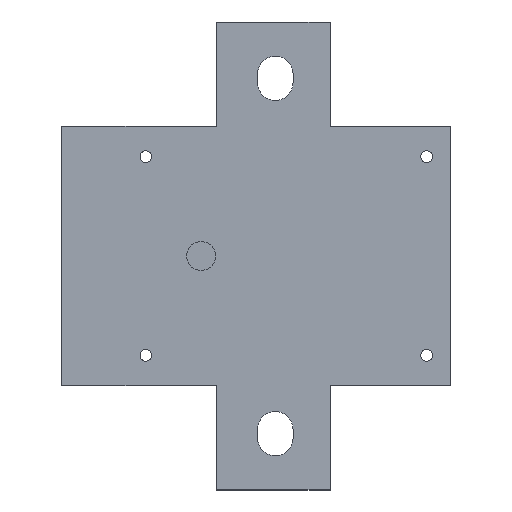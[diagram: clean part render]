
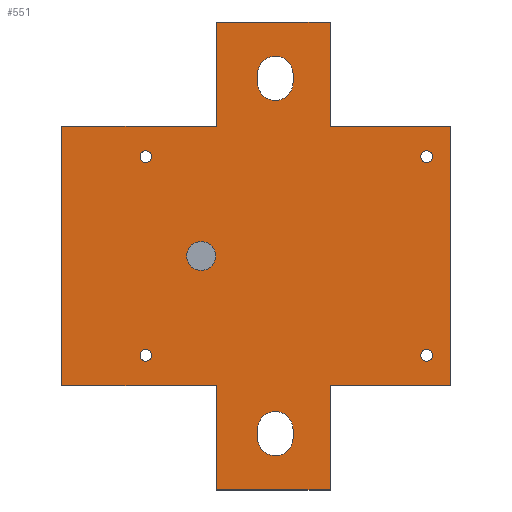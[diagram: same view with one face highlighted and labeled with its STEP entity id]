
A CAD part, top view. The second image highlights one B-rep face of the part: STEP entity #551.
In plain terms, the highlighted planar face has unit normal (0, 0, 1).
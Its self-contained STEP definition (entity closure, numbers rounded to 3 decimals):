
#21=FACE_BOUND('',#109,.T.);
#22=FACE_BOUND('',#110,.T.);
#23=FACE_BOUND('',#111,.T.);
#24=FACE_BOUND('',#112,.T.);
#25=FACE_BOUND('',#113,.T.);
#26=FACE_BOUND('',#114,.T.);
#27=FACE_BOUND('',#115,.T.);
#28=CIRCLE('',#576,4.1);
#30=CIRCLE('',#579,4.1);
#32=CIRCLE('',#586,4.1);
#34=CIRCLE('',#595,4.1);
#40=CIRCLE('',#606,1.35);
#41=CIRCLE('',#607,1.35);
#42=CIRCLE('',#608,1.35);
#43=CIRCLE('',#609,1.35);
#44=CIRCLE('',#610,3.35);
#74=FACE_OUTER_BOUND('',#108,.T.);
#108=EDGE_LOOP('',(#459,#460,#461,#462,#463,#464,#465,#466,#467,#468,#469,
#470));
#109=EDGE_LOOP('',(#471,#472,#473,#474));
#110=EDGE_LOOP('',(#475));
#111=EDGE_LOOP('',(#476));
#112=EDGE_LOOP('',(#477));
#113=EDGE_LOOP('',(#478));
#114=EDGE_LOOP('',(#479,#480,#481,#482));
#115=EDGE_LOOP('',(#483));
#124=LINE('',#775,#181);
#132=LINE('',#802,#189);
#136=LINE('',#810,#193);
#139=LINE('',#816,#196);
#142=LINE('',#822,#199);
#146=LINE('',#833,#203);
#150=LINE('',#840,#207);
#151=LINE('',#843,#208);
#154=LINE('',#849,#211);
#157=LINE('',#855,#214);
#160=LINE('',#861,#217);
#164=LINE('',#872,#221);
#171=LINE('',#892,#228);
#172=LINE('',#895,#229);
#174=LINE('',#898,#231);
#175=LINE('',#899,#232);
#181=VECTOR('',#624,10.);
#189=VECTOR('',#646,10.);
#193=VECTOR('',#652,10.);
#196=VECTOR('',#657,10.);
#199=VECTOR('',#662,10.);
#203=VECTOR('',#674,10.);
#207=VECTOR('',#680,10.);
#208=VECTOR('',#683,10.);
#211=VECTOR('',#688,10.);
#214=VECTOR('',#693,10.);
#217=VECTOR('',#698,10.);
#221=VECTOR('',#710,10.);
#228=VECTOR('',#729,10.);
#229=VECTOR('',#732,10.);
#231=VECTOR('',#736,10.);
#232=VECTOR('',#737,10.);
#238=VERTEX_POINT('',#773);
#239=VERTEX_POINT('',#774);
#242=VERTEX_POINT('',#782);
#243=VERTEX_POINT('',#783);
#246=VERTEX_POINT('',#791);
#247=VERTEX_POINT('',#792);
#250=VERTEX_POINT('',#800);
#251=VERTEX_POINT('',#801);
#254=VERTEX_POINT('',#809);
#256=VERTEX_POINT('',#815);
#258=VERTEX_POINT('',#821);
#260=VERTEX_POINT('',#827);
#263=VERTEX_POINT('',#838);
#264=VERTEX_POINT('',#842);
#266=VERTEX_POINT('',#848);
#268=VERTEX_POINT('',#854);
#270=VERTEX_POINT('',#860);
#272=VERTEX_POINT('',#866);
#280=VERTEX_POINT('',#890);
#281=VERTEX_POINT('',#894);
#282=VERTEX_POINT('',#900);
#283=VERTEX_POINT('',#902);
#284=VERTEX_POINT('',#904);
#285=VERTEX_POINT('',#906);
#286=VERTEX_POINT('',#908);
#288=EDGE_CURVE('',#238,#239,#124,.T.);
#292=EDGE_CURVE('',#242,#243,#28,.T.);
#296=EDGE_CURVE('',#246,#247,#30,.T.);
#300=EDGE_CURVE('',#250,#251,#132,.T.);
#304=EDGE_CURVE('',#250,#254,#136,.T.);
#307=EDGE_CURVE('',#256,#251,#139,.T.);
#310=EDGE_CURVE('',#246,#258,#142,.T.);
#313=EDGE_CURVE('',#260,#258,#32,.T.);
#316=EDGE_CURVE('',#260,#247,#146,.T.);
#320=EDGE_CURVE('',#263,#254,#150,.T.);
#321=EDGE_CURVE('',#256,#264,#151,.T.);
#324=EDGE_CURVE('',#239,#266,#154,.T.);
#327=EDGE_CURVE('',#268,#238,#157,.T.);
#330=EDGE_CURVE('',#242,#270,#160,.T.);
#333=EDGE_CURVE('',#272,#270,#34,.T.);
#336=EDGE_CURVE('',#272,#243,#164,.T.);
#347=EDGE_CURVE('',#280,#266,#171,.T.);
#348=EDGE_CURVE('',#268,#281,#172,.T.);
#350=EDGE_CURVE('',#264,#280,#174,.T.);
#351=EDGE_CURVE('',#263,#281,#175,.T.);
#352=EDGE_CURVE('',#282,#282,#40,.T.);
#353=EDGE_CURVE('',#283,#283,#41,.T.);
#354=EDGE_CURVE('',#284,#284,#42,.T.);
#355=EDGE_CURVE('',#285,#285,#43,.T.);
#356=EDGE_CURVE('',#286,#286,#44,.T.);
#459=ORIENTED_EDGE('',*,*,#324,.T.);
#460=ORIENTED_EDGE('',*,*,#347,.F.);
#461=ORIENTED_EDGE('',*,*,#350,.F.);
#462=ORIENTED_EDGE('',*,*,#321,.F.);
#463=ORIENTED_EDGE('',*,*,#307,.T.);
#464=ORIENTED_EDGE('',*,*,#300,.F.);
#465=ORIENTED_EDGE('',*,*,#304,.T.);
#466=ORIENTED_EDGE('',*,*,#320,.F.);
#467=ORIENTED_EDGE('',*,*,#351,.T.);
#468=ORIENTED_EDGE('',*,*,#348,.F.);
#469=ORIENTED_EDGE('',*,*,#327,.T.);
#470=ORIENTED_EDGE('',*,*,#288,.T.);
#471=ORIENTED_EDGE('',*,*,#292,.F.);
#472=ORIENTED_EDGE('',*,*,#330,.T.);
#473=ORIENTED_EDGE('',*,*,#333,.F.);
#474=ORIENTED_EDGE('',*,*,#336,.T.);
#475=ORIENTED_EDGE('',*,*,#352,.F.);
#476=ORIENTED_EDGE('',*,*,#353,.F.);
#477=ORIENTED_EDGE('',*,*,#354,.F.);
#478=ORIENTED_EDGE('',*,*,#355,.F.);
#479=ORIENTED_EDGE('',*,*,#296,.F.);
#480=ORIENTED_EDGE('',*,*,#310,.T.);
#481=ORIENTED_EDGE('',*,*,#313,.F.);
#482=ORIENTED_EDGE('',*,*,#316,.T.);
#483=ORIENTED_EDGE('',*,*,#356,.T.);
#528=PLANE('',#605);
#551=ADVANCED_FACE('',(#74,#21,#22,#23,#24,#25,#26,#27),#528,.F.);
#576=AXIS2_PLACEMENT_3D('',#784,#630,#631);
#579=AXIS2_PLACEMENT_3D('',#793,#638,#639);
#586=AXIS2_PLACEMENT_3D('',#828,#667,#668);
#595=AXIS2_PLACEMENT_3D('',#867,#703,#704);
#605=AXIS2_PLACEMENT_3D('',#897,#734,#735);
#606=AXIS2_PLACEMENT_3D('',#901,#738,#739);
#607=AXIS2_PLACEMENT_3D('',#903,#740,#741);
#608=AXIS2_PLACEMENT_3D('',#905,#742,#743);
#609=AXIS2_PLACEMENT_3D('',#907,#744,#745);
#610=AXIS2_PLACEMENT_3D('',#909,#746,#747);
#624=DIRECTION('',(1.,0.,0.));
#630=DIRECTION('center_axis',(0.,0.,
1.));
#631=DIRECTION('ref_axis',(-1.,0.,0.));
#638=DIRECTION('center_axis',(0.,0.,
1.));
#639=DIRECTION('ref_axis',(1.,0.,0.));
#646=DIRECTION('',(1.,0.,0.));
#652=DIRECTION('',(0.,-1.,0.));
#657=DIRECTION('',(0.,1.,0.));
#662=DIRECTION('',(0.,-1.,0.));
#667=DIRECTION('center_axis',(0.,0.,
1.));
#668=DIRECTION('ref_axis',(-1.,0.,0.));
#674=DIRECTION('',(0.,1.,0.));
#680=DIRECTION('',(1.,0.,0.));
#683=DIRECTION('',(1.,0.,0.));
#688=DIRECTION('',(0.,1.,0.));
#693=DIRECTION('',(0.,-1.,0.));
#698=DIRECTION('',(0.,1.,0.));
#703=DIRECTION('center_axis',(0.,0.,
1.));
#704=DIRECTION('ref_axis',(1.,0.,0.));
#710=DIRECTION('',(0.,-1.,0.));
#729=DIRECTION('',(-1.,0.,0.));
#732=DIRECTION('',(-1.,0.,0.));
#734=DIRECTION('center_axis',(0.,0.,
-1.));
#735=DIRECTION('ref_axis',(1.,0.,0.));
#736=DIRECTION('',(0.,-1.,0.));
#737=DIRECTION('',(0.,-1.,0.));
#738=DIRECTION('center_axis',(0.,0.,
1.));
#739=DIRECTION('ref_axis',(-1.,0.,0.));
#740=DIRECTION('center_axis',(0.,0.,
1.));
#741=DIRECTION('ref_axis',(-1.,0.,0.));
#742=DIRECTION('center_axis',(0.,0.,
1.));
#743=DIRECTION('ref_axis',(-1.,0.,0.));
#744=DIRECTION('center_axis',(0.,0.,
1.));
#745=DIRECTION('ref_axis',(-1.,0.,0.));
#746=DIRECTION('center_axis',(0.,0.,
-1.));
#747=DIRECTION('ref_axis',(1.,0.,0.));
#773=CARTESIAN_POINT('',(-479.219,53.533,77.502));
#774=CARTESIAN_POINT('',(-452.884,53.533,77.502));
#775=CARTESIAN_POINT('',(-479.219,53.533,77.502));
#782=CARTESIAN_POINT('',(-469.674,65.533,77.502));
#783=CARTESIAN_POINT('',(-461.474,65.533,77.502));
#784=CARTESIAN_POINT('Origin',(-465.574,65.533,77.502));
#791=CARTESIAN_POINT('',(-461.474,149.917,77.502));
#792=CARTESIAN_POINT('',(-469.674,149.917,77.502));
#793=CARTESIAN_POINT('Origin',(-465.574,149.917,77.502));
#800=CARTESIAN_POINT('',(-479.219,161.917,77.502));
#801=CARTESIAN_POINT('',(-452.884,161.917,77.502));
#802=CARTESIAN_POINT('',(-479.219,161.917,77.502));
#809=CARTESIAN_POINT('',(-479.219,137.825,77.502));
#810=CARTESIAN_POINT('',(-479.219,149.917,77.502));
#815=CARTESIAN_POINT('',(-452.884,137.825,77.502));
#816=CARTESIAN_POINT('',(-452.884,137.825,77.502));
#821=CARTESIAN_POINT('',(-461.474,147.825,77.502));
#822=CARTESIAN_POINT('',(-461.474,149.917,77.502));
#827=CARTESIAN_POINT('',(-469.674,147.825,77.502));
#828=CARTESIAN_POINT('Origin',(-465.574,147.825,77.502));
#833=CARTESIAN_POINT('',(-469.674,147.825,77.502));
#838=CARTESIAN_POINT('',(-515.054,137.825,77.502));
#840=CARTESIAN_POINT('',(-510.954,137.825,77.502));
#842=CARTESIAN_POINT('',(-425.054,137.825,77.502));
#843=CARTESIAN_POINT('',(-510.954,137.825,77.502));
#848=CARTESIAN_POINT('',(-452.884,77.625,77.502));
#849=CARTESIAN_POINT('',(-452.884,65.533,77.502));
#854=CARTESIAN_POINT('',(-479.219,77.625,77.502));
#855=CARTESIAN_POINT('',(-479.219,77.625,77.502));
#860=CARTESIAN_POINT('',(-469.674,67.625,77.502));
#861=CARTESIAN_POINT('',(-469.674,65.533,77.502));
#866=CARTESIAN_POINT('',(-461.474,67.625,77.502));
#867=CARTESIAN_POINT('Origin',(-465.574,67.625,77.502));
#872=CARTESIAN_POINT('',(-461.474,67.625,77.502));
#890=CARTESIAN_POINT('',(-425.054,77.625,77.502));
#892=CARTESIAN_POINT('',(-429.154,77.625,77.502));
#894=CARTESIAN_POINT('',(-515.054,77.625,77.502));
#895=CARTESIAN_POINT('',(-429.154,77.625,77.502));
#897=CARTESIAN_POINT('Origin',(-470.054,107.725,77.502));
#898=CARTESIAN_POINT('',(-425.054,137.825,77.502));
#899=CARTESIAN_POINT('',(-515.054,81.725,77.502));
#900=CARTESIAN_POINT('',(-494.204,84.725,77.502));
#901=CARTESIAN_POINT('Origin',(-495.554,84.725,77.502));
#902=CARTESIAN_POINT('',(-494.204,130.725,77.502));
#903=CARTESIAN_POINT('Origin',(-495.554,130.725,77.502));
#904=CARTESIAN_POINT('',(-429.204,130.725,77.502));
#905=CARTESIAN_POINT('Origin',(-430.554,130.725,77.502));
#906=CARTESIAN_POINT('',(-429.204,84.725,77.502));
#907=CARTESIAN_POINT('Origin',(-430.554,84.725,77.502));
#908=CARTESIAN_POINT('',(-486.104,107.725,77.502));
#909=CARTESIAN_POINT('Origin',(-482.754,107.725,77.502));
